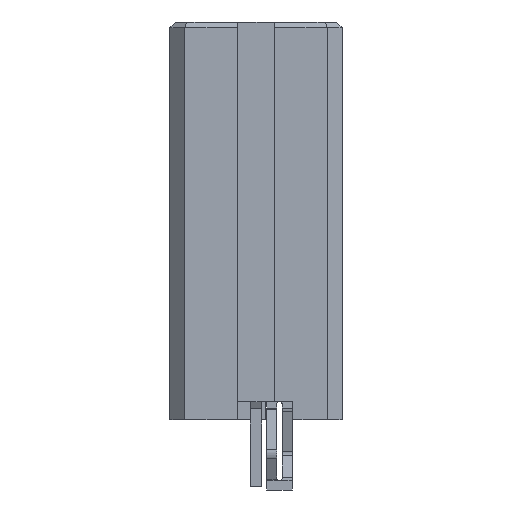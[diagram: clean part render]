
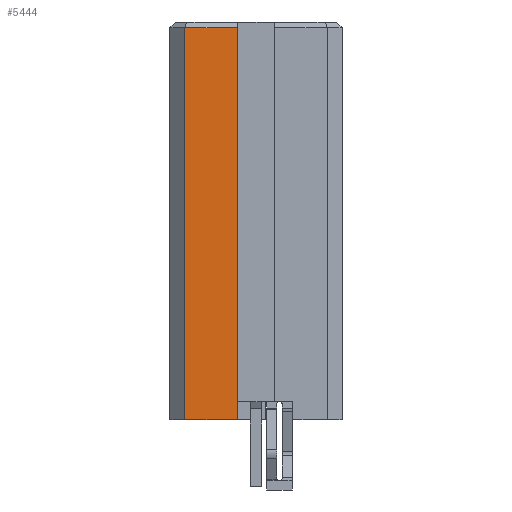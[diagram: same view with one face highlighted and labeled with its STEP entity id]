
A CAD part, left-side view. The second image highlights one B-rep face of the part: STEP entity #5444.
In plain terms, the highlighted planar face has unit normal (-1, 0, 0).
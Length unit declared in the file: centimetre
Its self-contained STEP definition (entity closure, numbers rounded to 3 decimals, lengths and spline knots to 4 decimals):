
#262=FACE_OUTER_BOUND('',#551,.T.);
#551=EDGE_LOOP('',(#3866,#3867,#3868,#3869));
#1037=LINE('',#7901,#1765);
#1039=LINE('',#7906,#1767);
#1043=LINE('',#7914,#1771);
#1044=LINE('',#7915,#1772);
#1765=VECTOR('',#6322,2.13);
#1767=VECTOR('',#6328,0.2875);
#1771=VECTOR('',#6336,0.2875);
#1772=VECTOR('',#6337,2.13);
#2464=VERTEX_POINT('',#7897);
#2465=VERTEX_POINT('',#7899);
#2466=VERTEX_POINT('',#7905);
#2468=VERTEX_POINT('',#7913);
#3015=EDGE_CURVE('',#2465,#2464,#1037,.T.);
#3017=EDGE_CURVE('',#2464,#2466,#1039,.T.);
#3021=EDGE_CURVE('',#2465,#2468,#1043,.T.);
#3022=EDGE_CURVE('',#2468,#2466,#1044,.T.);
#3866=ORIENTED_EDGE('',*,*,#3017,.F.);
#3867=ORIENTED_EDGE('',*,*,#3015,.F.);
#3868=ORIENTED_EDGE('',*,*,#3021,.T.);
#3869=ORIENTED_EDGE('',*,*,#3022,.T.);
#5191=PLANE('',#5727);
#5444=ADVANCED_FACE('',(#262),#5191,.T.);
#5727=AXIS2_PLACEMENT_3D('',#7912,#6334,#6335);
#6322=DIRECTION('',(0.,0.,1.));
#6328=DIRECTION('',(0.,-1.,0.));
#6334=DIRECTION('center_axis',(-1.,0.,0.));
#6335=DIRECTION('ref_axis',(0.,0.,-1.));
#6336=DIRECTION('',(0.,-1.,0.));
#6337=DIRECTION('',(0.,0.,1.));
#7897=CARTESIAN_POINT('',(-1.208,0.3875,-0.03));
#7899=CARTESIAN_POINT('',(-1.208,0.3875,-2.16));
#7901=CARTESIAN_POINT('',(-1.208,0.3875,-2.16));
#7905=CARTESIAN_POINT('',(-1.208,0.1,-0.03));
#7906=CARTESIAN_POINT('',(-1.208,0.3875,-0.03));
#7912=CARTESIAN_POINT('Origin',(-1.208,-0.4675,0.));
#7913=CARTESIAN_POINT('',(-1.208,0.1,-2.16));
#7914=CARTESIAN_POINT('',(-1.208,0.3875,-2.16));
#7915=CARTESIAN_POINT('',(-1.208,0.1,-2.16));
